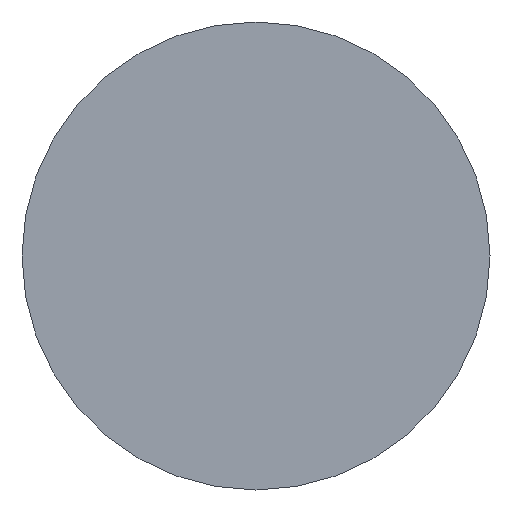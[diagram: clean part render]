
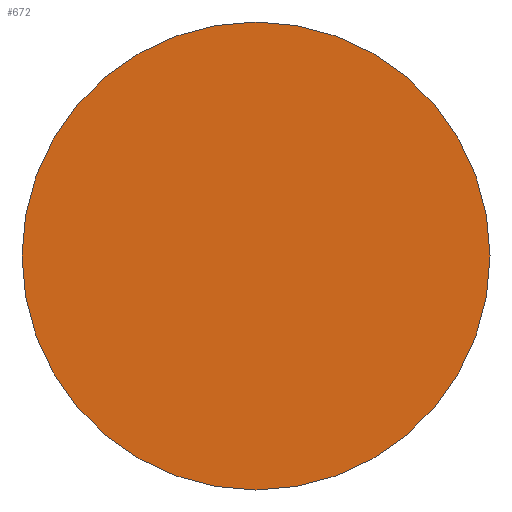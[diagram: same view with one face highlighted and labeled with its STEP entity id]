
A CAD part, front view. The second image highlights one B-rep face of the part: STEP entity #672.
In plain terms, the highlighted planar face has unit normal (0, -1, 0).
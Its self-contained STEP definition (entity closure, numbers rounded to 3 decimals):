
#36=PLANE('',#794);
#106=FACE_OUTER_BOUND('',#146,.T.);
#146=EDGE_LOOP('',(#619,#620));
#269=CIRCLE('',#792,22.5);
#270=CIRCLE('',#793,22.5);
#336=VERTEX_POINT('',#1221);
#337=VERTEX_POINT('',#1222);
#430=EDGE_CURVE('',#336,#337,#269,.T.);
#431=EDGE_CURVE('',#337,#336,#270,.T.);
#619=ORIENTED_EDGE('',*,*,#430,.T.);
#620=ORIENTED_EDGE('',*,*,#431,.T.);
#672=ADVANCED_FACE('',(#106),#36,.T.);
#792=AXIS2_PLACEMENT_3D('',#1223,#1021,#1022);
#793=AXIS2_PLACEMENT_3D('',#1224,#1023,#1024);
#794=AXIS2_PLACEMENT_3D('',#1226,#1026,#1027);
#1021=DIRECTION('center_axis',(0.,-1.,0.));
#1022=DIRECTION('ref_axis',(-1.,0.,0.));
#1023=DIRECTION('center_axis',(0.,-1.,0.));
#1024=DIRECTION('ref_axis',(-1.,0.,0.));
#1026=DIRECTION('center_axis',(0.,-1.,0.));
#1027=DIRECTION('ref_axis',(0.,0.,-1.));
#1221=CARTESIAN_POINT('',(-22.5,0.,0.));
#1222=CARTESIAN_POINT('',(22.5,0.,0.));
#1223=CARTESIAN_POINT('Origin',(0.,0.,0.));
#1224=CARTESIAN_POINT('Origin',(0.,0.,0.));
#1226=CARTESIAN_POINT('Origin',(-11.25,0.,0.));
